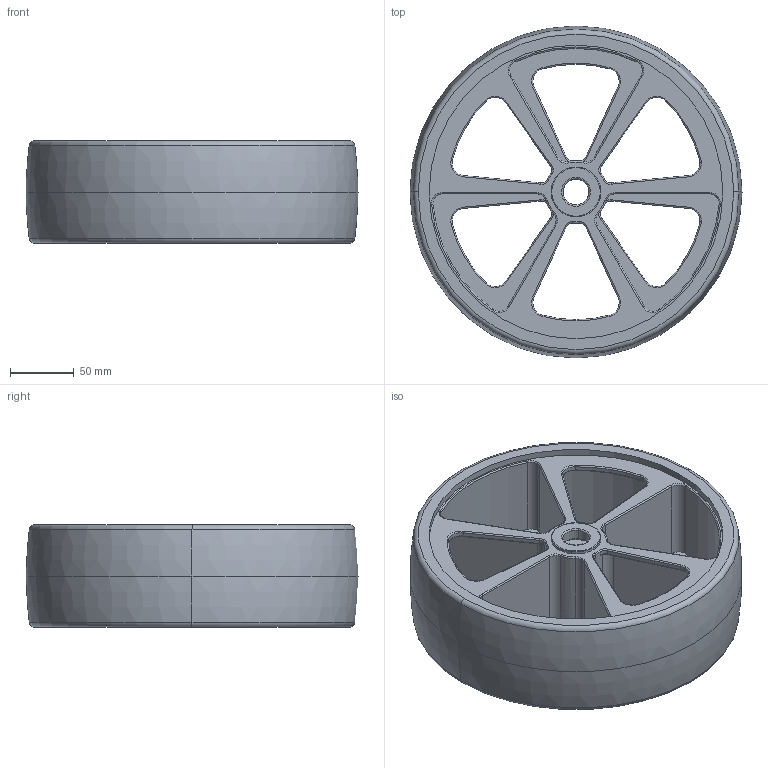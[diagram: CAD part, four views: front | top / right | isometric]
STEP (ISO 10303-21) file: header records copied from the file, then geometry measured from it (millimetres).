
FILE_DESCRIPTION (( 'STEP AP214' ), '1' );
FILE_NAME ('0055109.step', '2022-03-18T09:18:11', ( '' ), ( '' ), 'SwSTEP 2.0', 'SolidWorks 2020', '' );
FILE_SCHEMA (( 'AUTOMOTIVE_DESIGN' ));
Length unit declared in the file: millimetre
Products named in the file (1): 0055109
Bounding box: 260 x 260 x 80 mm (x, y, z)
Volume: 1286858.9 mm3; surface area: 377544.9 mm2
Topology: 5 solids, 5 shells, 305 faces, 727 edges, 434 vertices
Faces by surface type: cylinder 134, torus 129, plane 42
Entity records: 12469 total; most frequent: DIRECTION 1830, CARTESIAN_POINT 1563, ORIENTED_EDGE 1454, AXIS2_PLACEMENT_3D 809, EDGE_CURVE 727, CIRCLE 503, VERTEX_POINT 434, EDGE_LOOP 329
